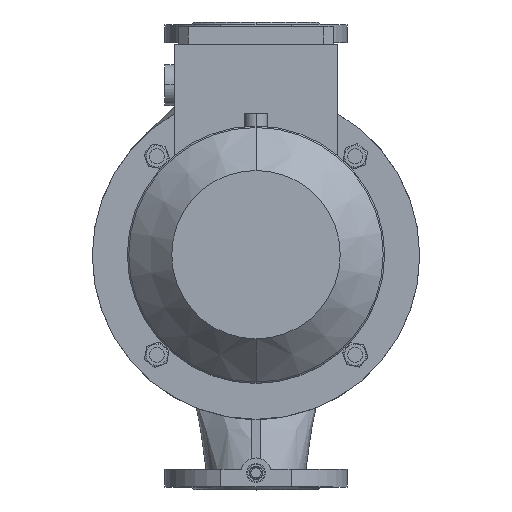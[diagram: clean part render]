
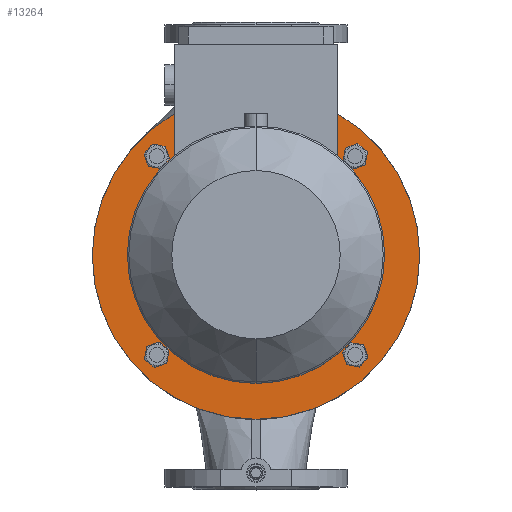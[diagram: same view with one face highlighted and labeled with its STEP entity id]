
A CAD part, top view. The second image highlights one B-rep face of the part: STEP entity #13264.
In plain terms, the highlighted planar face has unit normal (0, 0, 1).
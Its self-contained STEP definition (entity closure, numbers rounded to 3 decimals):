
#26 = DIRECTION ( 'NONE',  ( 0., 1., 0. ) ) ;
#156 = CARTESIAN_POINT ( 'NONE',  ( -94.839, 104.086, 218. ) ) ;
#159 = DIRECTION ( 'NONE',  ( 0., -1., 0. ) ) ;
#301 = EDGE_CURVE ( 'NONE', #1536, #1464, #32562, .T. ) ;
#851 = CARTESIAN_POINT ( 'NONE',  ( 0., -175., 218. ) ) ;
#873 = CARTESIAN_POINT ( 'NONE',  ( 0., 0., 218. ) ) ;
#1464 = VERTEX_POINT ( 'NONE', #16503 ) ;
#1487 = EDGE_LOOP ( 'NONE', ( #17857, #18002 ) ) ;
#1536 = VERTEX_POINT ( 'NONE', #32947 ) ;
#1999 = DIRECTION ( 'NONE',  ( 0., -1., 0. ) ) ;
#2478 = FACE_OUTER_BOUND ( 'NONE', #7315, .T. ) ;
#2499 = VERTEX_POINT ( 'NONE', #851 ) ;
#2700 = CARTESIAN_POINT ( 'NONE',  ( 106.066, 106.066, 218. ) ) ;
#3675 = DIRECTION ( 'NONE',  ( 0., -1., 0. ) ) ;
#4285 = DIRECTION ( 'NONE',  ( 0., 0., -1. ) ) ;
#4350 = EDGE_CURVE ( 'NONE', #16970, #21531, #33692, .T. ) ;
#4527 = CIRCLE ( 'NONE', #14957, 130. ) ;
#4667 = EDGE_CURVE ( 'NONE', #21531, #16970, #31514, .T. ) ;
#4817 = ORIENTED_EDGE ( 'NONE', *, *, #27927, .F. ) ;
#5004 = VERTEX_POINT ( 'NONE', #21203 ) ;
#5013 = EDGE_CURVE ( 'NONE', #5004, #7151, #10326, .T. ) ;
#5456 = EDGE_CURVE ( 'NONE', #2499, #33573, #18443, .T. ) ;
#5574 = EDGE_CURVE ( 'NONE', #27914, #33302, #25782, .T. ) ;
#5854 = CARTESIAN_POINT ( 'NONE',  ( 0., 0., 218. ) ) ;
#5893 = EDGE_LOOP ( 'NONE', ( #16050, #10083 ) ) ;
#5975 = FACE_BOUND ( 'NONE', #1487, .T. ) ;
#6099 = CIRCLE ( 'NONE', #23841, 11.4 ) ;
#6376 = CARTESIAN_POINT ( 'NONE',  ( 106.066, -106.066, 218. ) ) ;
#6706 = DIRECTION ( 'NONE',  ( 0., 0., 1. ) ) ;
#7151 = VERTEX_POINT ( 'NONE', #20057 ) ;
#7293 = ORIENTED_EDGE ( 'NONE', *, *, #5013, .F. ) ;
#7315 = EDGE_LOOP ( 'NONE', ( #30882, #35705 ) ) ;
#7331 = DIRECTION ( 'NONE',  ( 0., 0., 1. ) ) ;
#8670 = CARTESIAN_POINT ( 'NONE',  ( 104.086, 94.839, 218. ) ) ;
#9456 = CARTESIAN_POINT ( 'NONE',  ( 0., 0., 218. ) ) ;
#10083 = ORIENTED_EDGE ( 'NONE', *, *, #21328, .T. ) ;
#10203 = AXIS2_PLACEMENT_3D ( 'NONE', #35086, #18535, #1999 ) ;
#10326 = CIRCLE ( 'NONE', #10203, 11.4 ) ;
#11265 = AXIS2_PLACEMENT_3D ( 'NONE', #12633, #4285, #12405 ) ;
#12090 = DIRECTION ( 'NONE',  ( 0., 1., 0. ) ) ;
#12173 = AXIS2_PLACEMENT_3D ( 'NONE', #9456, #17995, #12090 ) ;
#12405 = DIRECTION ( 'NONE',  ( 0., 1., 0. ) ) ;
#12423 = FACE_BOUND ( 'NONE', #20216, .T. ) ;
#12508 = AXIS2_PLACEMENT_3D ( 'NONE', #18248, #21165, #34572 ) ;
#12527 = DIRECTION ( 'NONE',  ( 0., 0., 1. ) ) ;
#12633 = CARTESIAN_POINT ( 'NONE',  ( 0., 0., 218. ) ) ;
#12873 = CARTESIAN_POINT ( 'NONE',  ( 106.066, -106.066, 218. ) ) ;
#12969 = CARTESIAN_POINT ( 'NONE',  ( 0., 175., 218. ) ) ;
#13264 = ADVANCED_FACE ( 'NONE', ( #12423, #24509, #23643, #5975, #35329, #2478 ), #23820, .T. ) ;
#13670 = AXIS2_PLACEMENT_3D ( 'NONE', #873, #20214, #29124 ) ;
#13799 = DIRECTION ( 'NONE',  ( 0., 0., -1. ) ) ;
#14388 = ORIENTED_EDGE ( 'NONE', *, *, #34256, .F. ) ;
#14957 = AXIS2_PLACEMENT_3D ( 'NONE', #5854, #13799, #26 ) ;
#15424 = CARTESIAN_POINT ( 'NONE',  ( -106.066, 106.066, 218. ) ) ;
#15820 = DIRECTION ( 'NONE',  ( 0., -1., 0. ) ) ;
#16050 = ORIENTED_EDGE ( 'NONE', *, *, #301, .T. ) ;
#16503 = CARTESIAN_POINT ( 'NONE',  ( 0., -130., 218. ) ) ;
#16553 = ORIENTED_EDGE ( 'NONE', *, *, #34140, .F. ) ;
#16730 = DIRECTION ( 'NONE',  ( 0., 0., 1. ) ) ;
#16826 = CIRCLE ( 'NONE', #19987, 11.4 ) ;
#16957 = CIRCLE ( 'NONE', #25945, 11.4 ) ;
#16970 = VERTEX_POINT ( 'NONE', #17281 ) ;
#17281 = CARTESIAN_POINT ( 'NONE',  ( 94.839, -104.086, 218. ) ) ;
#17857 = ORIENTED_EDGE ( 'NONE', *, *, #4350, .F. ) ;
#17995 = DIRECTION ( 'NONE',  ( 0., 0., -1. ) ) ;
#18002 = ORIENTED_EDGE ( 'NONE', *, *, #4667, .F. ) ;
#18248 = CARTESIAN_POINT ( 'NONE',  ( -106.066, 106.066, 218. ) ) ;
#18443 = CIRCLE ( 'NONE', #13670, 175. ) ;
#18535 = DIRECTION ( 'NONE',  ( 0., 0., 1. ) ) ;
#18598 = CIRCLE ( 'NONE', #31289, 11.4 ) ;
#19987 = AXIS2_PLACEMENT_3D ( 'NONE', #2700, #16730, #159 ) ;
#20057 = CARTESIAN_POINT ( 'NONE',  ( -104.086, -94.839, 218. ) ) ;
#20214 = DIRECTION ( 'NONE',  ( 0., 0., -1. ) ) ;
#20216 = EDGE_LOOP ( 'NONE', ( #4817, #14388 ) ) ;
#20798 = AXIS2_PLACEMENT_3D ( 'NONE', #12873, #34849, #26372 ) ;
#20877 = VERTEX_POINT ( 'NONE', #8670 ) ;
#21165 = DIRECTION ( 'NONE',  ( 0., 0., 1. ) ) ;
#21181 = DIRECTION ( 'NONE',  ( 0., -1., 0. ) ) ;
#21203 = CARTESIAN_POINT ( 'NONE',  ( -108.046, -117.293, 218. ) ) ;
#21328 = EDGE_CURVE ( 'NONE', #1464, #1536, #4527, .T. ) ;
#21457 = CARTESIAN_POINT ( 'NONE',  ( 106.066, 106.066, 218. ) ) ;
#21531 = VERTEX_POINT ( 'NONE', #35535 ) ;
#21616 = DIRECTION ( 'NONE',  ( 0., 0., 1. ) ) ;
#21629 = CARTESIAN_POINT ( 'NONE',  ( 108.046, 117.293, 218. ) ) ;
#23222 = CIRCLE ( 'NONE', #12173, 175. ) ;
#23643 = FACE_BOUND ( 'NONE', #29886, .T. ) ;
#23820 = PLANE ( 'NONE',  #35118 ) ;
#23841 = AXIS2_PLACEMENT_3D ( 'NONE', #21457, #27134, #26742 ) ;
#23961 = ORIENTED_EDGE ( 'NONE', *, *, #25710, .F. ) ;
#24388 = CARTESIAN_POINT ( 'NONE',  ( -106.066, -106.066, 218. ) ) ;
#24509 = FACE_BOUND ( 'NONE', #33180, .T. ) ;
#24680 = CARTESIAN_POINT ( 'NONE',  ( -117.293, 108.046, 218. ) ) ;
#25710 = EDGE_CURVE ( 'NONE', #7151, #5004, #16957, .T. ) ;
#25782 = CIRCLE ( 'NONE', #12508, 11.4 ) ;
#25945 = AXIS2_PLACEMENT_3D ( 'NONE', #24388, #21616, #15820 ) ;
#26060 = ORIENTED_EDGE ( 'NONE', *, *, #5574, .F. ) ;
#26372 = DIRECTION ( 'NONE',  ( 0., -1., 0. ) ) ;
#26742 = DIRECTION ( 'NONE',  ( 0., -1., 0. ) ) ;
#27134 = DIRECTION ( 'NONE',  ( 0., 0., 1. ) ) ;
#27914 = VERTEX_POINT ( 'NONE', #24680 ) ;
#27927 = EDGE_CURVE ( 'NONE', #20877, #28473, #16826, .T. ) ;
#28473 = VERTEX_POINT ( 'NONE', #21629 ) ;
#29124 = DIRECTION ( 'NONE',  ( 0., 1., 0. ) ) ;
#29218 = EDGE_CURVE ( 'NONE', #33573, #2499, #23222, .T. ) ;
#29612 = CARTESIAN_POINT ( 'NONE',  ( 0., 175., 218. ) ) ;
#29886 = EDGE_LOOP ( 'NONE', ( #16553, #26060 ) ) ;
#30882 = ORIENTED_EDGE ( 'NONE', *, *, #29218, .F. ) ;
#31289 = AXIS2_PLACEMENT_3D ( 'NONE', #15424, #12527, #34614 ) ;
#31514 = CIRCLE ( 'NONE', #35624, 11.4 ) ;
#32562 = CIRCLE ( 'NONE', #11265, 130. ) ;
#32947 = CARTESIAN_POINT ( 'NONE',  ( 0., 130., 218. ) ) ;
#33180 = EDGE_LOOP ( 'NONE', ( #23961, #7293 ) ) ;
#33302 = VERTEX_POINT ( 'NONE', #156 ) ;
#33573 = VERTEX_POINT ( 'NONE', #29612 ) ;
#33692 = CIRCLE ( 'NONE', #20798, 11.4 ) ;
#34140 = EDGE_CURVE ( 'NONE', #33302, #27914, #18598, .T. ) ;
#34256 = EDGE_CURVE ( 'NONE', #28473, #20877, #6099, .T. ) ;
#34572 = DIRECTION ( 'NONE',  ( 0., -1., 0. ) ) ;
#34614 = DIRECTION ( 'NONE',  ( 0., -1., 0. ) ) ;
#34849 = DIRECTION ( 'NONE',  ( 0., 0., 1. ) ) ;
#35086 = CARTESIAN_POINT ( 'NONE',  ( -106.066, -106.066, 218. ) ) ;
#35118 = AXIS2_PLACEMENT_3D ( 'NONE', #12969, #7331, #21181 ) ;
#35329 = FACE_BOUND ( 'NONE', #5893, .T. ) ;
#35535 = CARTESIAN_POINT ( 'NONE',  ( 117.293, -108.046, 218. ) ) ;
#35624 = AXIS2_PLACEMENT_3D ( 'NONE', #6376, #6706, #3675 ) ;
#35705 = ORIENTED_EDGE ( 'NONE', *, *, #5456, .F. ) ;
